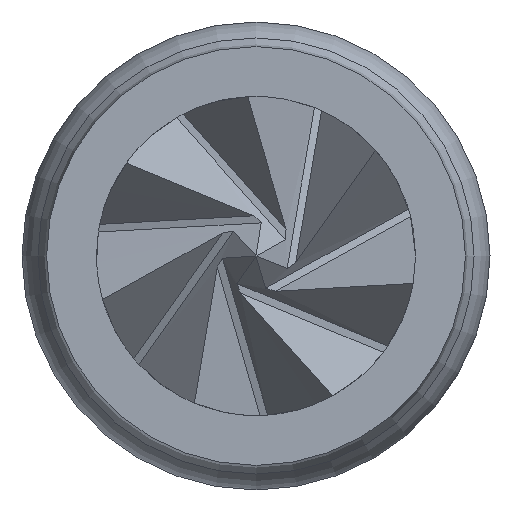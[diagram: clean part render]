
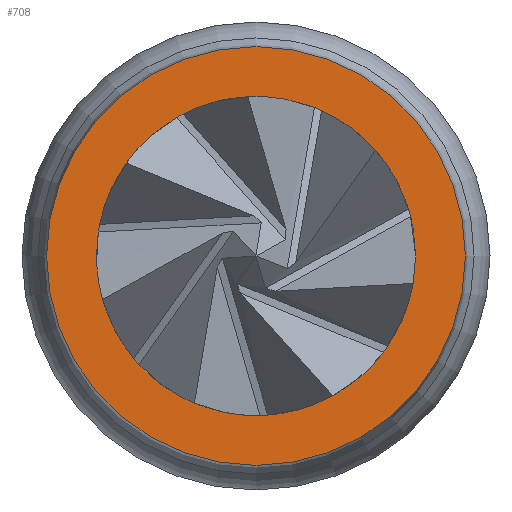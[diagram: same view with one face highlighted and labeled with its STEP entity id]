
A CAD part, left-side view. The second image highlights one B-rep face of the part: STEP entity #708.
In plain terms, the highlighted planar face has unit normal (-1, 0, 0).
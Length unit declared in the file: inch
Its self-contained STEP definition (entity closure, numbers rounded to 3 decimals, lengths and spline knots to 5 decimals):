
#64 = PLANE ( 'NONE',  #2442 ) ;
#499 = ORIENTED_EDGE ( 'NONE', *, *, #542, .F. ) ;
#542 = EDGE_CURVE ( 'NONE', #736, #736, #2985, .T. ) ;
#708 = ADVANCED_FACE ( 'NONE', ( #1314, #2310 ), #64, .T. ) ;
#728 = CARTESIAN_POINT ( 'NONE',  ( 0., 0., 0. ) ) ;
#736 = VERTEX_POINT ( 'NONE', #3693 ) ;
#1078 = DIRECTION ( 'NONE',  ( 0., 0., 1. ) ) ;
#1159 = CARTESIAN_POINT ( 'NONE',  ( 0., 0.0129, 0. ) ) ;
#1314 = FACE_BOUND ( 'NONE', #1475, .T. ) ;
#1466 = DIRECTION ( 'NONE',  ( 0., 0., 1. ) ) ;
#1475 = EDGE_LOOP ( 'NONE', ( #499 ) ) ;
#1605 = ORIENTED_EDGE ( 'NONE', *, *, #3812, .T. ) ;
#1652 = DIRECTION ( 'NONE',  ( -1., 0., 0. ) ) ;
#1953 = EDGE_LOOP ( 'NONE', ( #1605 ) ) ;
#2100 = VERTEX_POINT ( 'NONE', #3359 ) ;
#2134 = DIRECTION ( 'NONE',  ( -1., 0., 0. ) ) ;
#2310 = FACE_OUTER_BOUND ( 'NONE', #1953, .T. ) ;
#2442 = AXIS2_PLACEMENT_3D ( 'NONE', #1159, #2134, #1466 ) ;
#2517 = CARTESIAN_POINT ( 'NONE',  ( 0., 0., 0. ) ) ;
#2985 = CIRCLE ( 'NONE', #3053, 0.0105 ) ;
#3053 = AXIS2_PLACEMENT_3D ( 'NONE', #2517, #3859, #3162 ) ;
#3162 = DIRECTION ( 'NONE',  ( 0., -1., 0. ) ) ;
#3264 = AXIS2_PLACEMENT_3D ( 'NONE', #728, #1652, #1078 ) ;
#3359 = CARTESIAN_POINT ( 'NONE',  ( 0., 0., 0.01378 ) ) ;
#3693 = CARTESIAN_POINT ( 'NONE',  ( 0., -0.0105, 0. ) ) ;
#3812 = EDGE_CURVE ( 'NONE', #2100, #2100, #3888, .T. ) ;
#3859 = DIRECTION ( 'NONE',  ( -1., 0., 0. ) ) ;
#3888 = CIRCLE ( 'NONE', #3264, 0.01378 ) ;
